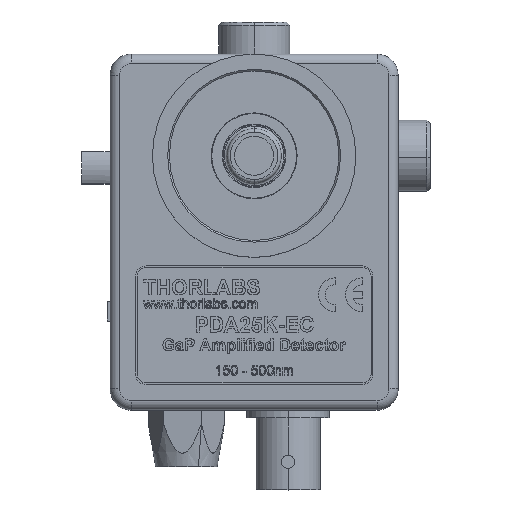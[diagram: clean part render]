
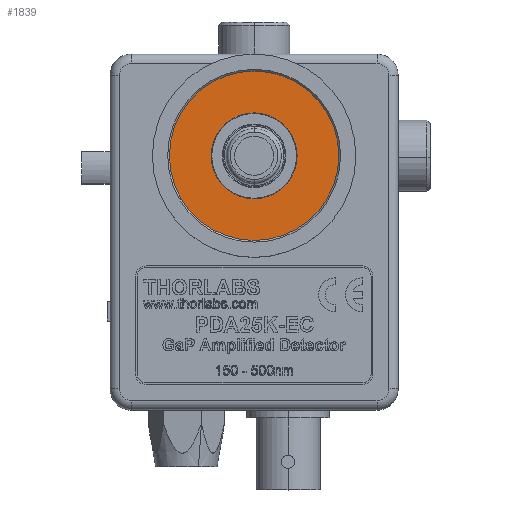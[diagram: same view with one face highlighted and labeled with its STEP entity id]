
A CAD part, top view. The second image highlights one B-rep face of the part: STEP entity #1839.
In plain terms, the highlighted planar face has unit normal (0, 0, 1).
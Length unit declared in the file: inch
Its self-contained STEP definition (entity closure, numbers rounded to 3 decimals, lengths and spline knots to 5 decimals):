
#1743 = EDGE_CURVE ( 'NONE', #1823, #1789, #14617, .T. ) ;
#1779 = EDGE_LOOP ( 'NONE', ( #1842, #1841 ) ) ;
#1789 = VERTEX_POINT ( 'NONE', #14787 ) ;
#1823 = VERTEX_POINT ( 'NONE', #14842 ) ;
#1826 = EDGE_CURVE ( 'NONE', #1789, #1823, #14837, .T. ) ;
#1835 = EDGE_CURVE ( 'NONE', #1877, #1836, #14856, .T. ) ;
#1836 = VERTEX_POINT ( 'NONE', #14866 ) ;
#1839 = ADVANCED_FACE ( 'NONE', ( #14834, #14915 ), #14920, .T. ) ;
#1841 = ORIENTED_EDGE ( 'NONE', *, *, #1826, .F. ) ;
#1842 = ORIENTED_EDGE ( 'NONE', *, *, #1743, .F. ) ;
#1872 = EDGE_CURVE ( 'NONE', #1836, #1877, #14981, .T. ) ;
#1873 = EDGE_LOOP ( 'NONE', ( #1875, #1881 ) ) ;
#1875 = ORIENTED_EDGE ( 'NONE', *, *, #1872, .T. ) ;
#1877 = VERTEX_POINT ( 'NONE', #14998 ) ;
#1881 = ORIENTED_EDGE ( 'NONE', *, *, #1835, .T. ) ;
#14617 = CIRCLE ( 'NONE', #14701, 0.2535 ) ;
#14644 = CARTESIAN_POINT ( 'NONE',  ( 0.85, 1.5, 0.88 ) ) ;
#14651 = DIRECTION ( 'NONE',  ( 0., 0., 1. ) ) ;
#14700 = DIRECTION ( 'NONE',  ( 1., 0., 0. ) ) ;
#14701 = AXIS2_PLACEMENT_3D ( 'NONE', #14644, #14651, #14700 ) ;
#14787 = CARTESIAN_POINT ( 'NONE',  ( 0.5965, 1.5, 0.88 ) ) ;
#14834 = FACE_BOUND ( 'NONE', #1779, .T. ) ;
#14835 = AXIS2_PLACEMENT_3D ( 'NONE', #14890, #14889, #14888 ) ;
#14836 = AXIS2_PLACEMENT_3D ( 'NONE', #14891, #14912, #14911 ) ;
#14837 = CIRCLE ( 'NONE', #14835, 0.2535 ) ;
#14842 = CARTESIAN_POINT ( 'NONE',  ( 1.1035, 1.5, 0.88 ) ) ;
#14856 = CIRCLE ( 'NONE', #14836, 0.5175 ) ;
#14866 = CARTESIAN_POINT ( 'NONE',  ( 1.3675, 1.5, 0.88 ) ) ;
#14888 = DIRECTION ( 'NONE',  ( 1., 0., 0. ) ) ;
#14889 = DIRECTION ( 'NONE',  ( 0., 0., 1. ) ) ;
#14890 = CARTESIAN_POINT ( 'NONE',  ( 0.85, 1.5, 0.88 ) ) ;
#14891 = CARTESIAN_POINT ( 'NONE',  ( 0.85, 1.5, 0.88 ) ) ;
#14892 = DIRECTION ( 'NONE',  ( 1., 0., 0. ) ) ;
#14893 = DIRECTION ( 'NONE',  ( 0., 0., 1. ) ) ;
#14894 = CARTESIAN_POINT ( 'NONE',  ( 0.85, 1.5, 0.88 ) ) ;
#14911 = DIRECTION ( 'NONE',  ( 1., 0., 0. ) ) ;
#14912 = DIRECTION ( 'NONE',  ( 0., 0., 1. ) ) ;
#14915 = FACE_OUTER_BOUND ( 'NONE', #1873, .T. ) ;
#14916 = AXIS2_PLACEMENT_3D ( 'NONE', #14894, #14893, #14892 ) ;
#14920 = PLANE ( 'NONE',  #14916 ) ;
#14981 = CIRCLE ( 'NONE', #15024, 0.5175 ) ;
#14995 = DIRECTION ( 'NONE',  ( 1., 0., 0. ) ) ;
#14996 = DIRECTION ( 'NONE',  ( 0., 0., 1. ) ) ;
#14997 = CARTESIAN_POINT ( 'NONE',  ( 0.85, 1.5, 0.88 ) ) ;
#14998 = CARTESIAN_POINT ( 'NONE',  ( 0.3325, 1.5, 0.88 ) ) ;
#15024 = AXIS2_PLACEMENT_3D ( 'NONE', #14997, #14996, #14995 ) ;
